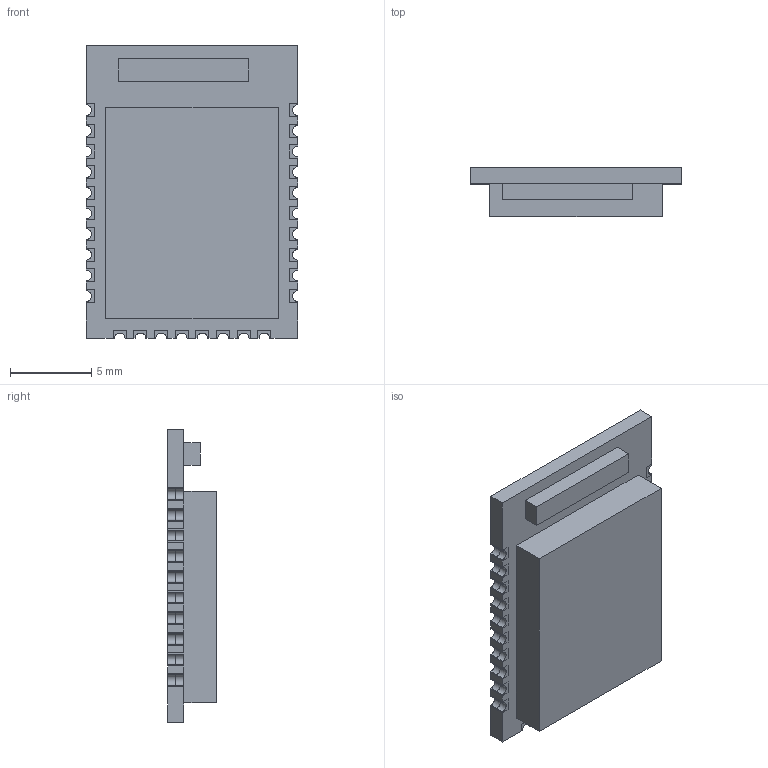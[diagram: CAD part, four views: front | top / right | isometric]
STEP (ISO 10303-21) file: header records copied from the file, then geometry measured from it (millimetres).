
FILE_DESCRIPTION (( 'STEP AP214' ), '1' );
FILE_NAME ('CDEBYTE E73-2G4M08S1C.STEP', '2021-08-15T04:04:01', ( '' ), ( '' ), 'SwSTEP 2.0', 'SolidWorks 2021', '' );
FILE_SCHEMA (( 'AUTOMOTIVE_DESIGN' ));
Length unit declared in the file: millimetre
Products named in the file (1): CDEBYTE E73-2G4M08S1C
Bounding box: 13 x 3 x 18 mm (x, y, z)
Volume: 516.2 mm3; surface area: 923.8 mm2
Topology: 72 solids, 72 shells, 805 faces, 1932 edges, 1288 vertices
Faces by surface type: plane 741, cylinder 64
Entity records: 31290 total; most frequent: CARTESIAN_POINT 4026, ORIENTED_EDGE 3864, DIRECTION 3672, EDGE_CURVE 1932, LINE 1804, VECTOR 1804, VERTEX_POINT 1288, AXIS2_PLACEMENT_3D 934
